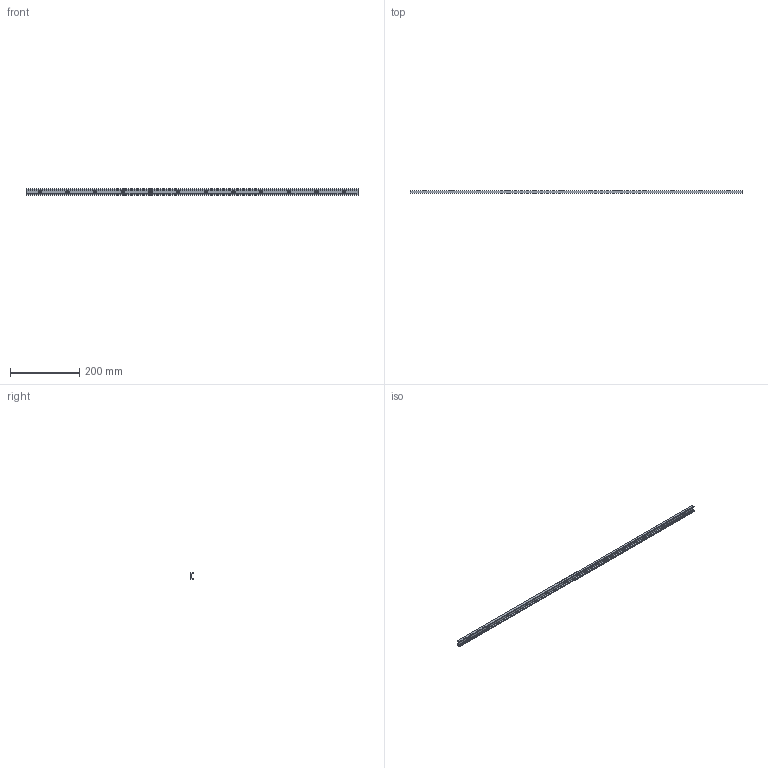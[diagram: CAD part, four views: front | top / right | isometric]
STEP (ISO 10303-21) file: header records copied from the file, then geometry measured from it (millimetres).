
FILE_DESCRIPTION((''),'2;1');
FILE_NAME('LCX 18-0960.C.stp','2016-04-28T07:53:27',('MRathmann'),(''),'Autodesk Inventor 2012','Autodesk Inventor 2012','');
FILE_SCHEMA(('CONFIG_CONTROL_DESIGN'));
Length unit declared in the file: millimetre
Products named in the file (1): LCX 18-0960.C
Bounding box: 960 x 8.25 x 18 mm (x, y, z)
Volume: 69783.7 mm3; surface area: 60753.8 mm2
Topology: 1 solids, 1 shells, 60 faces, 174 edges, 116 vertices
Faces by surface type: cylinder 35, plane 25
Full cylindrical faces by diameter (mm): 5 x12, 9.5 x12
Entity records: 1746 total; most frequent: DIRECTION 318, CARTESIAN_POINT 279, ORIENTED_EDGE 252, AXIS2_PLACEMENT_3D 131, EDGE_CURVE 126, EDGE_LOOP 108, VERTEX_POINT 92, CIRCLE 70
